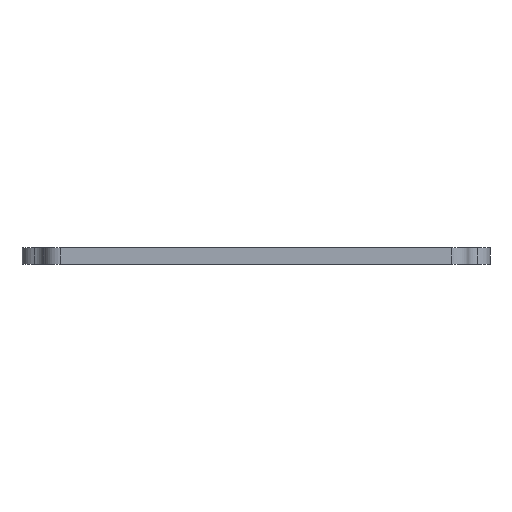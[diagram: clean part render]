
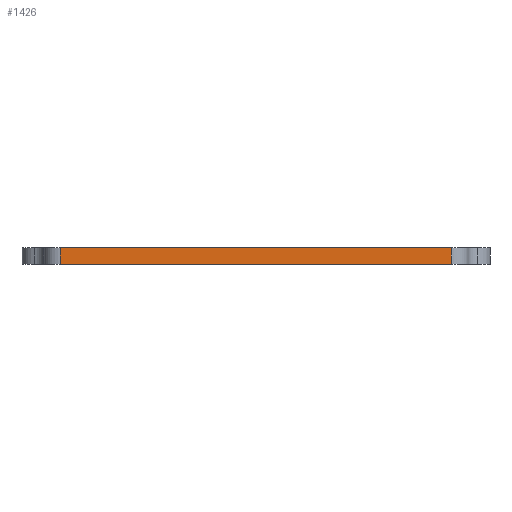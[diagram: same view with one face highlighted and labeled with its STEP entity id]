
A CAD part, front view. The second image highlights one B-rep face of the part: STEP entity #1426.
In plain terms, the highlighted planar face has unit normal (0, -1, 0).
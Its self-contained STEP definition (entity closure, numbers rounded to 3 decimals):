
#45 = ORIENTED_EDGE ( 'NONE', *, *, #3164, .T. ) ;
#352 = ORIENTED_EDGE ( 'NONE', *, *, #2407, .T. ) ;
#409 = ORIENTED_EDGE ( 'NONE', *, *, #3012, .F. ) ;
#447 = FACE_OUTER_BOUND ( 'NONE', #3201, .T. ) ;
#462 = ORIENTED_EDGE ( 'NONE', *, *, #2401, .T. ) ;
#477 = DIRECTION ( 'NONE',  ( -1., 0., 0. ) ) ;
#485 = CARTESIAN_POINT ( 'NONE',  ( 38.5, 242., -45. ) ) ;
#582 = VERTEX_POINT ( 'NONE', #1259 ) ;
#705 = VERTEX_POINT ( 'NONE', #1711 ) ;
#946 = CARTESIAN_POINT ( 'NONE',  ( 38.5, 242., -48. ) ) ;
#963 = DIRECTION ( 'NONE',  ( -1., 0., 0. ) ) ;
#1259 = CARTESIAN_POINT ( 'NONE',  ( 35.5, 242., -45. ) ) ;
#1426 = ADVANCED_FACE ( 'NONE', ( #447 ), #3023, .F. ) ;
#1662 = VERTEX_POINT ( 'NONE', #2511 ) ;
#1711 = CARTESIAN_POINT ( 'NONE',  ( 35.5, 242., -48. ) ) ;
#1837 = VECTOR ( 'NONE', #477, 1000. ) ;
#1851 = LINE ( 'NONE', #485, #1837 ) ;
#1899 = AXIS2_PLACEMENT_3D ( 'NONE', #2982, #2904, #2884 ) ;
#1934 = CARTESIAN_POINT ( 'NONE',  ( -35.5, 242., -45. ) ) ;
#2232 = VECTOR ( 'NONE', #963, 1000. ) ;
#2264 = LINE ( 'NONE', #946, #2232 ) ;
#2401 = EDGE_CURVE ( 'NONE', #705, #582, #3016, .T. ) ;
#2407 = EDGE_CURVE ( 'NONE', #2639, #1662, #2975, .T. ) ;
#2511 = CARTESIAN_POINT ( 'NONE',  ( -35.5, 242., -48. ) ) ;
#2639 = VERTEX_POINT ( 'NONE', #1934 ) ;
#2747 = DIRECTION ( 'NONE',  ( 0., 0., -1. ) ) ;
#2766 = DIRECTION ( 'NONE',  ( 0., 0., 1. ) ) ;
#2771 = CARTESIAN_POINT ( 'NONE',  ( -35.5, 242., -48. ) ) ;
#2789 = CARTESIAN_POINT ( 'NONE',  ( 35.5, 242., -48. ) ) ;
#2884 = DIRECTION ( 'NONE',  ( 0., 0., 1. ) ) ;
#2904 = DIRECTION ( 'NONE',  ( 0., 1., 0. ) ) ;
#2969 = VECTOR ( 'NONE', #2747, 1000. ) ;
#2975 = LINE ( 'NONE', #2771, #2969 ) ;
#2982 = CARTESIAN_POINT ( 'NONE',  ( 38.5, 242., -48. ) ) ;
#2986 = VECTOR ( 'NONE', #2766, 1000. ) ;
#3012 = EDGE_CURVE ( 'NONE', #705, #1662, #2264, .T. ) ;
#3016 = LINE ( 'NONE', #2789, #2986 ) ;
#3023 = PLANE ( 'NONE',  #1899 ) ;
#3164 = EDGE_CURVE ( 'NONE', #582, #2639, #1851, .T. ) ;
#3201 = EDGE_LOOP ( 'NONE', ( #45, #352, #409, #462 ) ) ;
